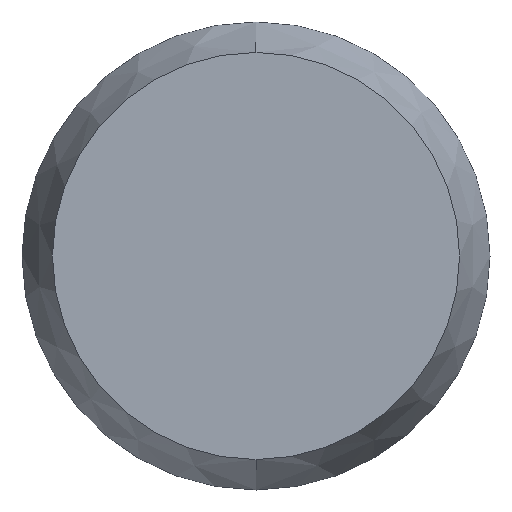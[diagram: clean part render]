
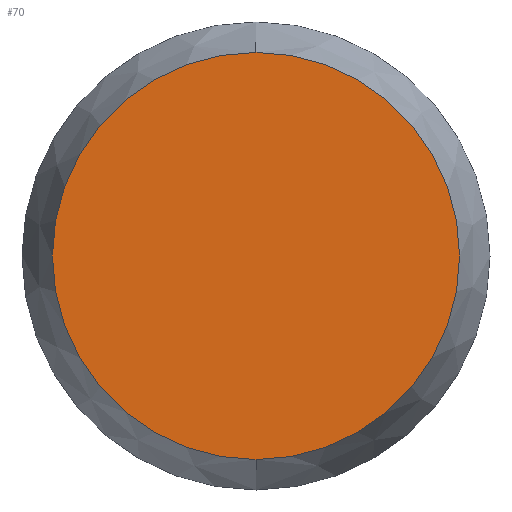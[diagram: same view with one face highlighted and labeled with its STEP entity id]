
A CAD part, left-side view. The second image highlights one B-rep face of the part: STEP entity #70.
In plain terms, the highlighted planar face has unit normal (-1, 0, 0).
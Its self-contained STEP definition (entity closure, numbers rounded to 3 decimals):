
#8 = AXIS2_PLACEMENT_3D ( 'NONE', #66, #11, #147 ) ;
#11 = DIRECTION ( 'NONE',  ( -1., 0., 0. ) ) ;
#27 = DIRECTION ( 'NONE',  ( 0., 0., 1. ) ) ;
#60 = CARTESIAN_POINT ( 'NONE',  ( -13., 0., -24.36 ) ) ;
#62 = CARTESIAN_POINT ( 'NONE',  ( -13., 0., 0. ) ) ;
#66 = CARTESIAN_POINT ( 'NONE',  ( -13., 0., 0. ) ) ;
#70 = ADVANCED_FACE ( 'NONE', ( #80 ), #236, .F. ) ;
#78 = VERTEX_POINT ( 'NONE', #60 ) ;
#80 = FACE_OUTER_BOUND ( 'NONE', #91, .T. ) ;
#91 = EDGE_LOOP ( 'NONE', ( #179, #220 ) ) ;
#106 = DIRECTION ( 'NONE',  ( 0., 0., -1. ) ) ;
#109 = CARTESIAN_POINT ( 'NONE',  ( -13., 0., 24.36 ) ) ;
#119 = AXIS2_PLACEMENT_3D ( 'NONE', #168, #246, #27 ) ;
#143 = DIRECTION ( 'NONE',  ( 1., 0., 0. ) ) ;
#146 = AXIS2_PLACEMENT_3D ( 'NONE', #62, #143, #106 ) ;
#147 = DIRECTION ( 'NONE',  ( 0., 0., 1. ) ) ;
#168 = CARTESIAN_POINT ( 'NONE',  ( -13., 0., 0. ) ) ;
#178 = CIRCLE ( 'NONE', #8, 24.36 ) ;
#179 = ORIENTED_EDGE ( 'NONE', *, *, #225, .T. ) ;
#207 = EDGE_CURVE ( 'NONE', #250, #78, #229, .T. ) ;
#220 = ORIENTED_EDGE ( 'NONE', *, *, #207, .T. ) ;
#225 = EDGE_CURVE ( 'NONE', #78, #250, #178, .T. ) ;
#229 = CIRCLE ( 'NONE', #119, 24.36 ) ;
#236 = PLANE ( 'NONE',  #146 ) ;
#246 = DIRECTION ( 'NONE',  ( -1., 0., 0. ) ) ;
#250 = VERTEX_POINT ( 'NONE', #109 ) ;
